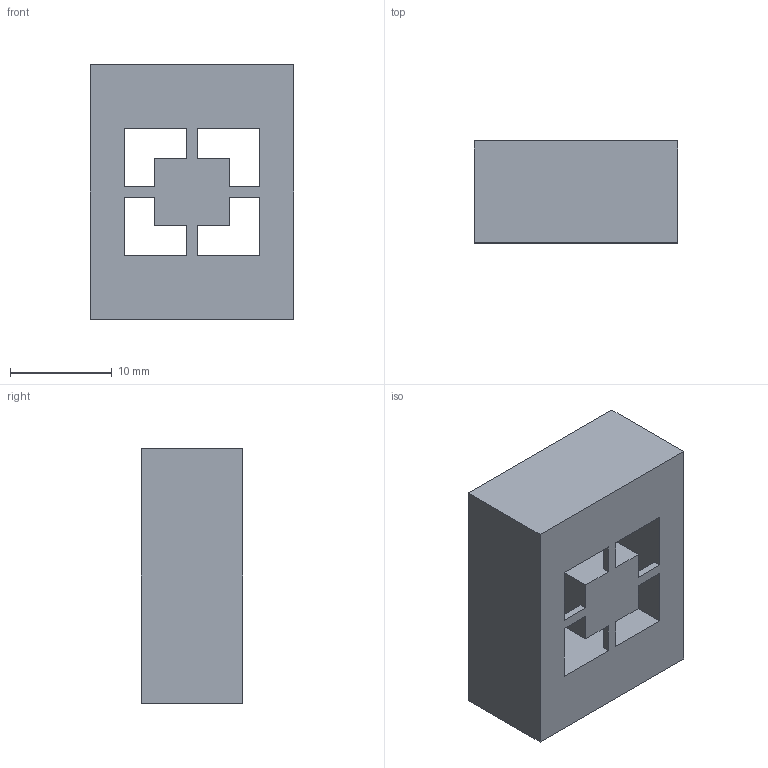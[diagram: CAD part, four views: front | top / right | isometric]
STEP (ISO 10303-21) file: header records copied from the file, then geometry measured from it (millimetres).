
FILE_DESCRIPTION (( 'STEP AP203' ), '1' );
FILE_NAME ('BaseCell_v4_NM.STEP', '2022-12-22T10:38:45', ( '' ), ( '' ), 'SwSTEP 2.0', 'SolidWorks 2021', '' );
FILE_SCHEMA (( 'CONFIG_CONTROL_DESIGN' ));
Length unit declared in the file: millimetre
Products named in the file (1): BaseCell_v4_NM
Bounding box: 20 x 10.01 x 25 mm (x, y, z)
Volume: 3827.3 mm3; surface area: 2526 mm2
Topology: 1 solids, 1 shells, 39 faces, 132 edges, 88 vertices
Faces by surface type: plane 39
Entity records: 1515 total; most frequent: ORIENTED_EDGE 264, CARTESIAN_POINT 260, DIRECTION 212, VECTOR 132, EDGE_CURVE 132, LINE 132, VERTEX_POINT 88, EDGE_LOOP 48
